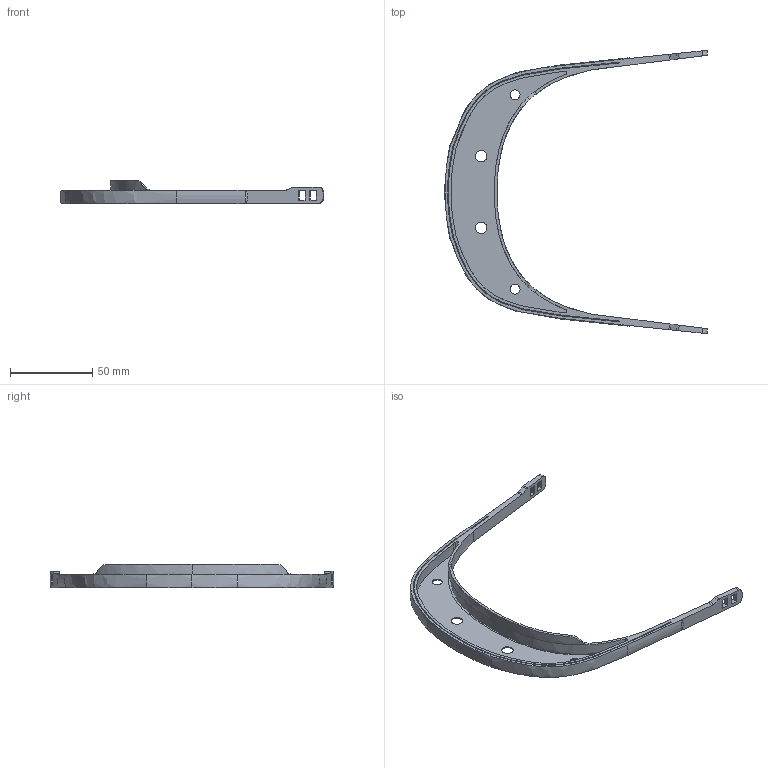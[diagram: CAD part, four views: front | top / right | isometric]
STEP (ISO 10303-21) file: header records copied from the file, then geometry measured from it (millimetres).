
FILE_DESCRIPTION( ( '' ), ' ' );
FILE_NAME( '5e7b7199e99c2415c8c4a94c.step', '2020-03-25T14:58:34', ( '' ), ( '' ), ' ', ' ', ' ' );
FILE_SCHEMA( ( 'AUTOMOTIVE_DESIGN { 1 0 10303 214 1 1 1 1 }' ) );
Length unit declared in the file: metre
Products named in the file (1): Part 2
Bounding box: 160.09 x 172.4 x 14 mm (x, y, z)
Surface area: 25262.6 mm2 (no closed solid volume)
Topology: 0 solids, 1 shells, 110 faces, 306 edges, 197 vertices
Faces by surface type: plane 48, bspline 24, cylinder 18, extrusion 16, offset 4
Full cylindrical faces by diameter (mm): 6 x2, 7.036 x2
Entity records: 7484 total; most frequent: CARTESIAN_POINT 3960, ORIENTED_EDGE 606, DIRECTION 404, EDGE_CURVE 303, VERTEX_POINT 197, VECTOR 192, LINE 170, EDGE_LOOP 134
